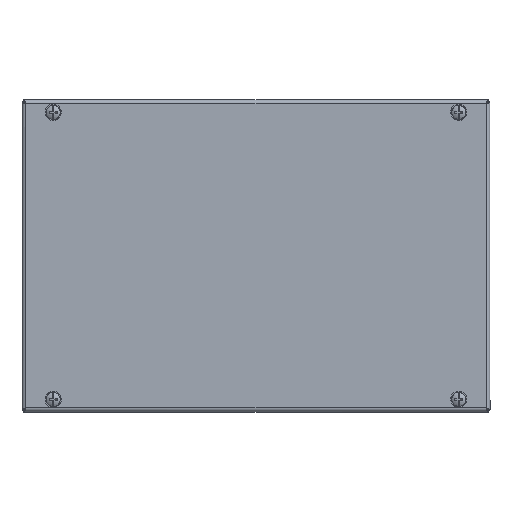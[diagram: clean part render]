
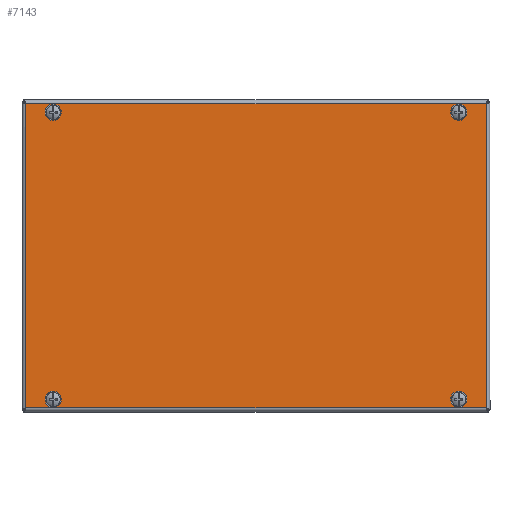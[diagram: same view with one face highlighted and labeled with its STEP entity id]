
A CAD part, top view. The second image highlights one B-rep face of the part: STEP entity #7143.
In plain terms, the highlighted face is planar.
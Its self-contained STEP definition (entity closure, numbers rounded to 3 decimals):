
#480=LINE('',#10621,#1015);
#481=LINE('',#10623,#1016);
#482=LINE('',#10625,#1017);
#483=LINE('',#10626,#1018);
#1015=VECTOR('',#8561,1000.);
#1016=VECTOR('',#8562,1000.);
#1017=VECTOR('',#8563,1000.);
#1018=VECTOR('',#8564,1000.);
#1533=PLANE('',#7683);
#1946=FACE_BOUND('',#2593,.T.);
#1947=FACE_BOUND('',#2594,.T.);
#1948=FACE_BOUND('',#2595,.T.);
#1949=FACE_BOUND('',#2596,.T.);
#2084=FACE_OUTER_BOUND('',#2592,.T.);
#2592=EDGE_LOOP('',(#5203,#5204,#5205,#5206));
#2593=EDGE_LOOP('',(#5207));
#2594=EDGE_LOOP('',(#5208));
#2595=EDGE_LOOP('',(#5209));
#2596=EDGE_LOOP('',(#5210));
#3185=CIRCLE('',#7672,4.);
#3187=CIRCLE('',#7675,4.);
#3189=CIRCLE('',#7678,4.);
#3191=CIRCLE('',#7681,4.);
#3484=VERTEX_POINT('',#10592);
#3486=VERTEX_POINT('',#10597);
#3488=VERTEX_POINT('',#10602);
#3490=VERTEX_POINT('',#10607);
#3495=VERTEX_POINT('',#10619);
#3496=VERTEX_POINT('',#10620);
#3497=VERTEX_POINT('',#10622);
#3498=VERTEX_POINT('',#10624);
#4118=EDGE_CURVE('',#3484,#3484,#3185,.T.);
#4120=EDGE_CURVE('',#3486,#3486,#3187,.T.);
#4122=EDGE_CURVE('',#3488,#3488,#3189,.T.);
#4124=EDGE_CURVE('',#3490,#3490,#3191,.T.);
#4129=EDGE_CURVE('',#3495,#3496,#480,.T.);
#4130=EDGE_CURVE('',#3496,#3497,#481,.T.);
#4131=EDGE_CURVE('',#3497,#3498,#482,.T.);
#4132=EDGE_CURVE('',#3498,#3495,#483,.T.);
#5203=ORIENTED_EDGE('',*,*,#4129,.T.);
#5204=ORIENTED_EDGE('',*,*,#4130,.T.);
#5205=ORIENTED_EDGE('',*,*,#4131,.T.);
#5206=ORIENTED_EDGE('',*,*,#4132,.T.);
#5207=ORIENTED_EDGE('',*,*,#4118,.F.);
#5208=ORIENTED_EDGE('',*,*,#4120,.F.);
#5209=ORIENTED_EDGE('',*,*,#4122,.F.);
#5210=ORIENTED_EDGE('',*,*,#4124,.F.);
#7143=ADVANCED_FACE('',(#2084,#1946,#1947,#1948,#1949),#1533,.F.);
#7672=AXIS2_PLACEMENT_3D('',#10593,#8533,#8534);
#7675=AXIS2_PLACEMENT_3D('',#10598,#8539,#8540);
#7678=AXIS2_PLACEMENT_3D('',#10603,#8545,#8546);
#7681=AXIS2_PLACEMENT_3D('',#10608,#8551,#8552);
#7683=AXIS2_PLACEMENT_3D('',#10618,#8559,#8560);
#8533=DIRECTION('center_axis',(0.,0.,-1.));
#8534=DIRECTION('ref_axis',(1.,0.,0.));
#8539=DIRECTION('center_axis',(0.,0.,-1.));
#8540=DIRECTION('ref_axis',(-1.,0.,0.));
#8545=DIRECTION('center_axis',(0.,0.,-1.));
#8546=DIRECTION('ref_axis',(1.,0.,0.));
#8551=DIRECTION('center_axis',(0.,0.,-1.));
#8552=DIRECTION('ref_axis',(-1.,0.,0.));
#8559=DIRECTION('center_axis',(0.,0.,1.));
#8560=DIRECTION('ref_axis',(1.,0.,0.));
#8561=DIRECTION('',(-1.,0.,0.));
#8562=DIRECTION('',(0.,1.,0.));
#8563=DIRECTION('',(1.,0.,0.));
#8564=DIRECTION('',(0.,-1.,0.));
#10592=CARTESIAN_POINT('',(126.,-92.,0.));
#10593=CARTESIAN_POINT('Origin',(130.,-92.,0.));
#10597=CARTESIAN_POINT('',(-134.,-92.,0.));
#10598=CARTESIAN_POINT('Origin',(-130.,-92.,0.));
#10602=CARTESIAN_POINT('',(-134.,92.,0.));
#10603=CARTESIAN_POINT('Origin',(-130.,92.,0.));
#10607=CARTESIAN_POINT('',(126.,92.,0.));
#10608=CARTESIAN_POINT('Origin',(130.,92.,0.));
#10618=CARTESIAN_POINT('Origin',(-150.,100.,0.));
#10619=CARTESIAN_POINT('',(147.5,-97.5,0.));
#10620=CARTESIAN_POINT('',(-147.5,-97.5,0.));
#10621=CARTESIAN_POINT('',(148.743,-97.5,0.));
#10622=CARTESIAN_POINT('',(-147.5,97.5,0.));
#10623=CARTESIAN_POINT('',(-147.5,-98.743,0.));
#10624=CARTESIAN_POINT('',(147.5,97.5,0.));
#10625=CARTESIAN_POINT('',(-148.743,97.5,0.));
#10626=CARTESIAN_POINT('',(147.5,98.743,0.));
